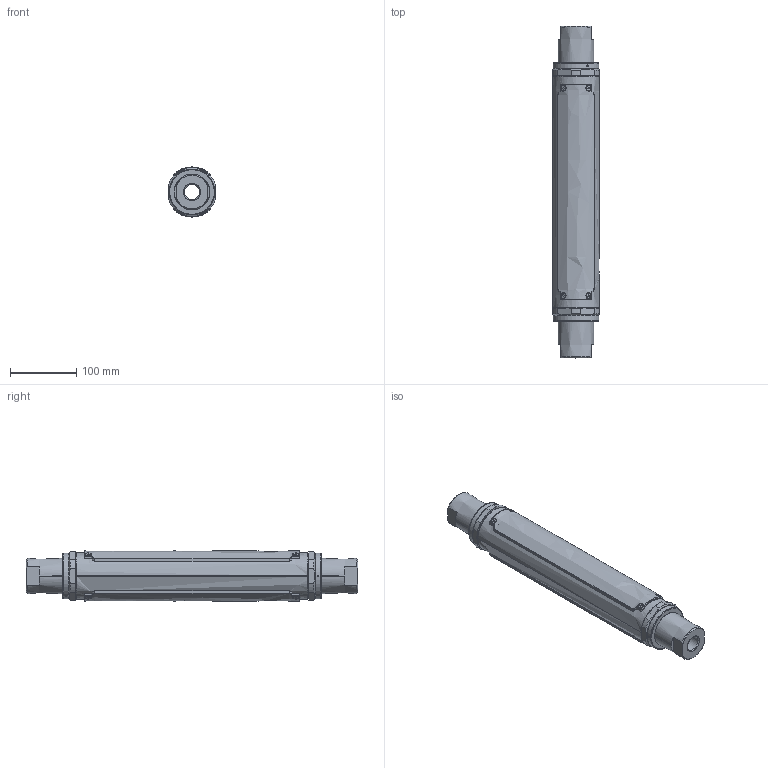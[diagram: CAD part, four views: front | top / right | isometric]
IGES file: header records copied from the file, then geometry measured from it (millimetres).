
Start section: SolidWorks IGES file using analytic representation for surfaces
Global section: file name: 1614-MJ-3-AA-0-0.IGS; native system: SolidWorks 2020; preprocessor: SolidWorks 2020; author: CRaksin; date: 220131.155745; units: inch
Bounding box: 70 x 500 x 75.5 mm (x, y, z)
Surface area: 387978.2 mm2 (no closed solid volume)
Topology: 0 solids, 0 shells, 1121 faces, 14616 edges, 14616 vertices
Faces by surface type: bspline 730, revolution 391
